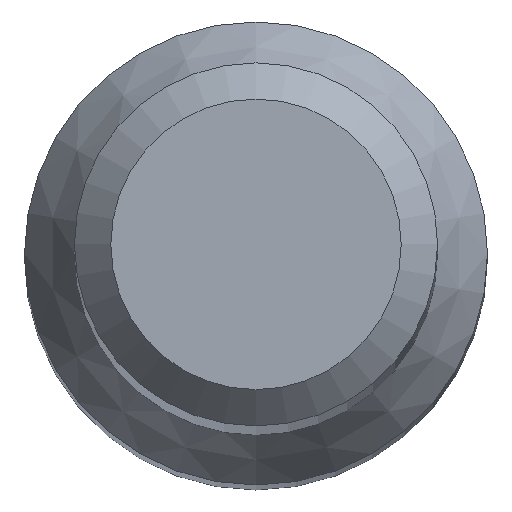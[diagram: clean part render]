
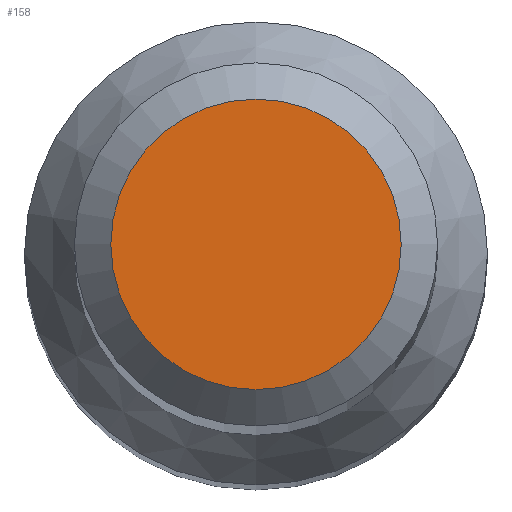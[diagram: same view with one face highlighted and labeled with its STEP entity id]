
A CAD part, top view. The second image highlights one B-rep face of the part: STEP entity #158.
In plain terms, the highlighted planar face has unit normal (0, 0, 1).
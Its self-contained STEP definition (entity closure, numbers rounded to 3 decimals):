
#20 = CIRCLE ( 'NONE', #160, 1. ) ;
#24 = CARTESIAN_POINT ( 'NONE',  ( 0., 1., 56. ) ) ;
#39 = DIRECTION ( 'NONE',  ( 0., 1., 0. ) ) ;
#52 = CARTESIAN_POINT ( 'NONE',  ( 0., 0., 56. ) ) ;
#61 = DIRECTION ( 'NONE',  ( 0., 0., -1. ) ) ;
#67 = PLANE ( 'NONE',  #112 ) ;
#76 = EDGE_CURVE ( 'NONE', #110, #110, #20, .T. ) ;
#110 = VERTEX_POINT ( 'NONE', #24 ) ;
#112 = AXIS2_PLACEMENT_3D ( 'NONE', #52, #138, #188 ) ;
#123 = ORIENTED_EDGE ( 'NONE', *, *, #76, .F. ) ;
#138 = DIRECTION ( 'NONE',  ( 0., 0., -1. ) ) ;
#150 = EDGE_LOOP ( 'NONE', ( #123 ) ) ;
#154 = FACE_OUTER_BOUND ( 'NONE', #150, .T. ) ;
#158 = ADVANCED_FACE ( 'NONE', ( #154 ), #67, .F. ) ;
#160 = AXIS2_PLACEMENT_3D ( 'NONE', #236, #61, #39 ) ;
#188 = DIRECTION ( 'NONE',  ( 0., 1., 0. ) ) ;
#236 = CARTESIAN_POINT ( 'NONE',  ( 0., 0., 56. ) ) ;
